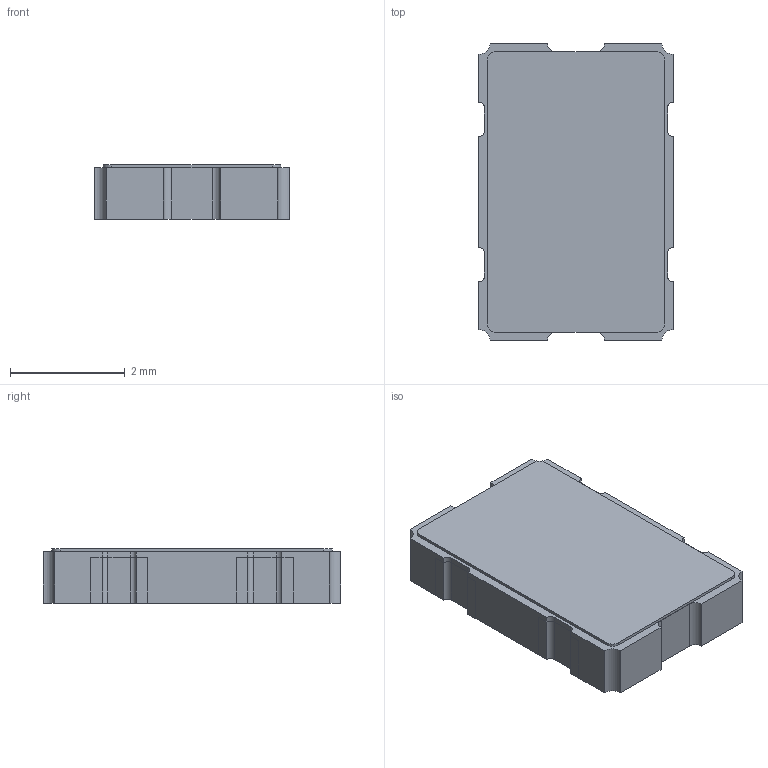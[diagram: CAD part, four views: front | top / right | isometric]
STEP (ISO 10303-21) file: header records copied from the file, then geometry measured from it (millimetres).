
FILE_DESCRIPTION(/* description */ (''),/* implementation_level */ '2;1');
FILE_NAME(/* name */ 'OSC_IQD_CFPS-69.stp',/* time_stamp */ '2016-11-07T12:13:27+01:00',/* author */ ('riccim'),/* organization */ (''),/* preprocessor_version */ 'ST-DEVELOPER v15.5',/* originating_system */ 'AutoCAD Mechanical',/* authorisation */ '');
FILE_SCHEMA (('AUTOMOTIVE_DESIGN { 1 0 10303 214 3 1 1 }'));
Length unit declared in the file: millimetre
Products named in the file (1): Product
Bounding box: 3.4 x 5.2 x 0.95 mm (x, y, z)
Volume: 16.1 mm3; surface area: 106.8 mm2
Topology: 6 solids, 6 shells, 100 faces, 264 edges, 177 vertices
Faces by surface type: plane 72, cylinder 28
Entity records: 3137 total; most frequent: CARTESIAN_POINT 542, ORIENTED_EDGE 528, DIRECTION 522, EDGE_CURVE 264, LINE 208, VECTOR 208, VERTEX_POINT 176, AXIS2_PLACEMENT_3D 157
